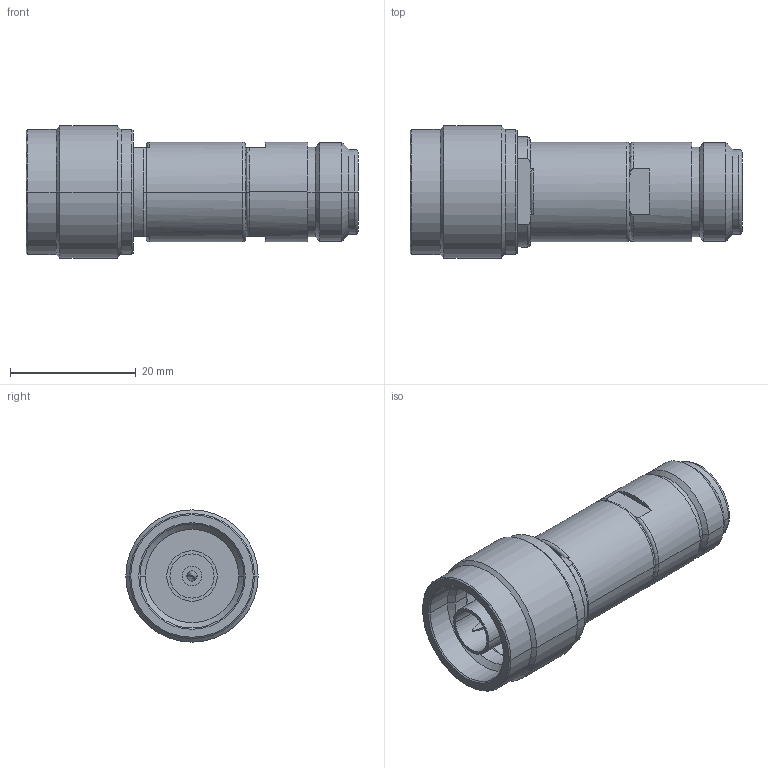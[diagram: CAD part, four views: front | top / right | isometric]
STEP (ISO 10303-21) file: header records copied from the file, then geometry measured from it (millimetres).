
FILE_DESCRIPTION (( 'STEP AP214' ), '1' );
FILE_NAME ('SD8265_3D.STEP', '2022-01-26T17:36:19', ( '' ), ( '' ), 'SwSTEP 2.0', 'SolidWorks 2021', '' );
FILE_SCHEMA (( 'AUTOMOTIVE_DESIGN' ));
Length unit declared in the file: millimetre
Products named in the file (1): SD8265_3D
Bounding box: 52.7 x 21 x 21 mm (x, y, z)
Volume: 9599.5 mm3; surface area: 5375.3 mm2
Topology: 1 solids, 1 shells, 139 faces, 321 edges, 194 vertices
Faces by surface type: cylinder 41, plane 39, cone 35, torus 24
Entity records: 4222 total; most frequent: CARTESIAN_POINT 995, DIRECTION 724, ORIENTED_EDGE 638, EDGE_CURVE 319, AXIS2_PLACEMENT_3D 309, VERTEX_POINT 194, CIRCLE 169, EDGE_LOOP 151
